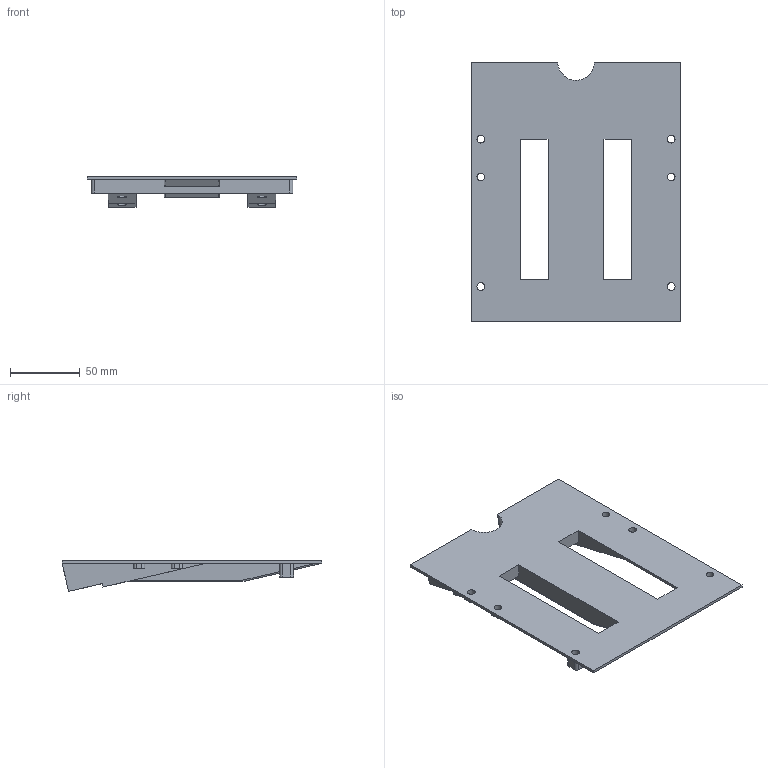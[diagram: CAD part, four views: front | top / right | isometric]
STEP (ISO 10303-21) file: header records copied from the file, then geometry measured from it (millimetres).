
FILE_DESCRIPTION(/* description */ (''),/* implementation_level */ '2;1');
FILE_NAME(/* name */ 'FDM_OH1WW-01 - UFC Mount.step',/* time_stamp */ '2024-09-17T23:27:21+02:00',/* author */ (''),/* organization */ (''),/* preprocessor_version */ 'ST-DEVELOPER v20',/* originating_system */ 'Autodesk Translation Framework v13.14.0.145',/* authorisation */ '');
FILE_SCHEMA (('AUTOMOTIVE_DESIGN { 1 0 10303 214 3 1 1 }'));
Length unit declared in the file: millimetre
Products named in the file (1): FDM_OH1WW-01 - UFC Mount
Bounding box: 150 x 185.5 x 22.03 mm (x, y, z)
Volume: 195679.6 mm3; surface area: 62455.7 mm2
Topology: 1 solids, 1 shells, 111 faces, 291 edges, 186 vertices
Faces by surface type: plane 62, cylinder 41, bspline 4, sphere 4
Full cylindrical faces by diameter (mm): 5.5 x8, 6.5 x4
Entity records: 3518 total; most frequent: CARTESIAN_POINT 657, DIRECTION 593, ORIENTED_EDGE 582, EDGE_CURVE 291, LINE 205, VECTOR 205, AXIS2_PLACEMENT_3D 194, VERTEX_POINT 186
